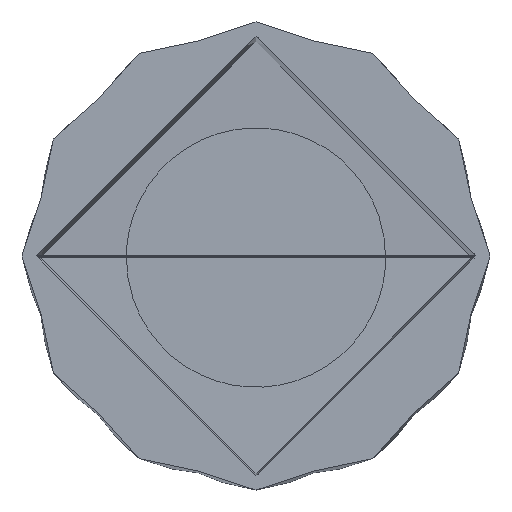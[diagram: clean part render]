
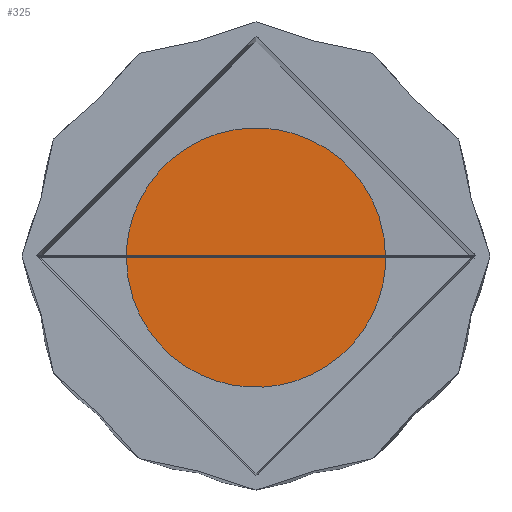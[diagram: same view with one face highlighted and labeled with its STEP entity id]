
A CAD part, top view. The second image highlights one B-rep face of the part: STEP entity #325.
In plain terms, the highlighted planar face has unit normal (0, 0, 1).
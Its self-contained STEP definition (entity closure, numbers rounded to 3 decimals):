
#44=PLANE($,#2262);
#325=ADVANCED_FACE($,(#465),#44,.T.);
#465=FACE_OUTER_BOUND($,#607,.T.);
#607=EDGE_LOOP($,(#1227,#1228));
#1227=ORIENTED_EDGE($,*,*,#1549,.T.);
#1228=ORIENTED_EDGE($,*,*,#1550,.T.);
#1549=EDGE_CURVE($,#1733,#1734,#2015,.T.);
#1550=EDGE_CURVE($,#1734,#1733,#2016,.T.);
#1733=VERTEX_POINT($,#13249);
#1734=VERTEX_POINT($,#13250);
#2015=B_SPLINE_CURVE_WITH_KNOTS($,3,(#12865,#12866,#12867,#12868,#12869,
#12870,#12871,#12872,#12873,#12874,#12875,#12876,#12877,#12878,#12879,#12880,
#12881,#12882,#12883,#12884,#12885,#12886,#12887,#12888,#12889,#12890),.UNSPECIFIED.,
.F.,.F.,(4,2,2,2,2,2,2,2,2,2,2,2,4),(0.5,0.563,0.594,0.625,0.656,0.688,
0.75,0.813,0.844,0.875,0.906,0.938,1.),.UNSPECIFIED.);
#2016=B_SPLINE_CURVE_WITH_KNOTS($,3,(#12891,#12892,#12893,#12894,#12895,
#12896,#12897,#12898,#12899,#12900,#12901,#12902,#12903,#12904,#12905,#12906,
#12907,#12908,#12909,#12910,#12911,#12912,#12913,#12914,#12915,#12916),.UNSPECIFIED.,
.F.,.F.,(4,2,2,2,2,2,2,2,2,2,2,2,4),(1.,1.063,1.094,1.125,1.156,1.188,
1.25,1.313,1.344,1.375,1.406,1.438,1.5),.UNSPECIFIED.);
#2262=AXIS2_PLACEMENT_3D($,#12943,#2306,$);
#2306=DIRECTION($,(0.,0.,1.));
#12865=CARTESIAN_POINT($,(-37.399,0.,38.987));
#12866=CARTESIAN_POINT($,(-37.399,-4.408,38.987));
#12867=CARTESIAN_POINT($,(-36.596,-9.163,38.987));
#12868=CARTESIAN_POINT($,(-33.862,-16.068,38.987));
#12869=CARTESIAN_POINT($,(-32.701,-18.327,38.987));
#12870=CARTESIAN_POINT($,(-29.905,-22.603,38.987));
#12871=CARTESIAN_POINT($,(-28.271,-24.619,38.987));
#12872=CARTESIAN_POINT($,(-24.619,-28.271,38.987));
#12873=CARTESIAN_POINT($,(-22.603,-29.905,38.987));
#12874=CARTESIAN_POINT($,(-18.327,-32.701,38.987));
#12875=CARTESIAN_POINT($,(-16.068,-33.862,38.987));
#12876=CARTESIAN_POINT($,(-9.163,-36.596,38.987));
#12877=CARTESIAN_POINT($,(-4.408,-37.399,38.987));
#12878=CARTESIAN_POINT($,(4.408,-37.399,38.987));
#12879=CARTESIAN_POINT($,(9.163,-36.596,38.987));
#12880=CARTESIAN_POINT($,(16.068,-33.862,38.987));
#12881=CARTESIAN_POINT($,(18.327,-32.701,38.987));
#12882=CARTESIAN_POINT($,(22.603,-29.905,38.987));
#12883=CARTESIAN_POINT($,(24.619,-28.271,38.987));
#12884=CARTESIAN_POINT($,(28.271,-24.619,38.987));
#12885=CARTESIAN_POINT($,(29.905,-22.603,38.987));
#12886=CARTESIAN_POINT($,(32.701,-18.327,38.987));
#12887=CARTESIAN_POINT($,(33.862,-16.068,38.987));
#12888=CARTESIAN_POINT($,(36.596,-9.163,38.987));
#12889=CARTESIAN_POINT($,(37.399,-4.408,38.987));
#12890=CARTESIAN_POINT($,(37.399,0.,38.987));
#12891=CARTESIAN_POINT($,(37.399,0.,38.987));
#12892=CARTESIAN_POINT($,(37.399,4.408,38.987));
#12893=CARTESIAN_POINT($,(36.596,9.163,38.987));
#12894=CARTESIAN_POINT($,(33.862,16.068,38.987));
#12895=CARTESIAN_POINT($,(32.701,18.327,38.987));
#12896=CARTESIAN_POINT($,(29.905,22.603,38.987));
#12897=CARTESIAN_POINT($,(28.271,24.619,38.987));
#12898=CARTESIAN_POINT($,(24.619,28.271,38.987));
#12899=CARTESIAN_POINT($,(22.603,29.905,38.987));
#12900=CARTESIAN_POINT($,(18.327,32.701,38.987));
#12901=CARTESIAN_POINT($,(16.068,33.862,38.987));
#12902=CARTESIAN_POINT($,(9.163,36.596,38.987));
#12903=CARTESIAN_POINT($,(4.408,37.399,38.987));
#12904=CARTESIAN_POINT($,(-4.408,37.399,38.987));
#12905=CARTESIAN_POINT($,(-9.163,36.596,38.987));
#12906=CARTESIAN_POINT($,(-16.068,33.862,38.987));
#12907=CARTESIAN_POINT($,(-18.327,32.701,38.987));
#12908=CARTESIAN_POINT($,(-22.603,29.905,38.987));
#12909=CARTESIAN_POINT($,(-24.619,28.271,38.987));
#12910=CARTESIAN_POINT($,(-28.271,24.619,38.987));
#12911=CARTESIAN_POINT($,(-29.905,22.603,38.987));
#12912=CARTESIAN_POINT($,(-32.701,18.327,38.987));
#12913=CARTESIAN_POINT($,(-33.862,16.068,38.987));
#12914=CARTESIAN_POINT($,(-36.596,9.163,38.987));
#12915=CARTESIAN_POINT($,(-37.399,4.408,38.987));
#12916=CARTESIAN_POINT($,(-37.399,0.,38.987));
#12943=CARTESIAN_POINT($,(-38.147,-38.147,38.987));
#13249=CARTESIAN_POINT($,(-37.399,0.,38.987));
#13250=CARTESIAN_POINT($,(37.399,0.,38.987));
